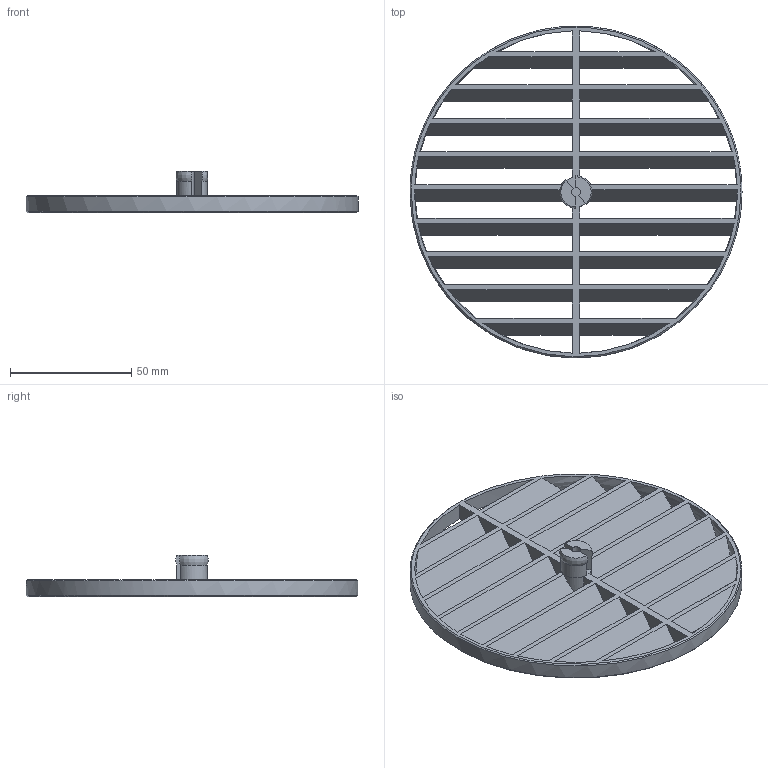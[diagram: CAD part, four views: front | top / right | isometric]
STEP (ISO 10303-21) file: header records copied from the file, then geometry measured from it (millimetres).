
FILE_DESCRIPTION(('FreeCAD Model'),'2;1');
FILE_NAME('Open CASCADE Shape Model','2023-08-26T09:38:33',(''),(''), 'Open CASCADE STEP processor 7.6','FreeCAD','Unknown');
FILE_SCHEMA(('AUTOMOTIVE_DESIGN { 1 0 10303 214 1 1 1 1 }'));
Length unit declared in the file: millimetre
Products named in the file (1): circular vent
Bounding box: 136.99 x 136.99 x 17 mm (x, y, z)
Volume: 23490.3 mm3; surface area: 30416.7 mm2
Topology: 1 solids, 1 shells, 143 faces, 421 edges, 276 vertices
Faces by surface type: plane 66, cone 40, cylinder 31, bspline 4, revolution 2
Full cylindrical faces by diameter (mm): 137 x1
Entity records: 5178 total; most frequent: CARTESIAN_POINT 1112, DIRECTION 884, ORIENTED_EDGE 842, EDGE_CURVE 421, AXIS2_PLACEMENT_3D 334, VERTEX_POINT 276, LINE 214, VECTOR 214
